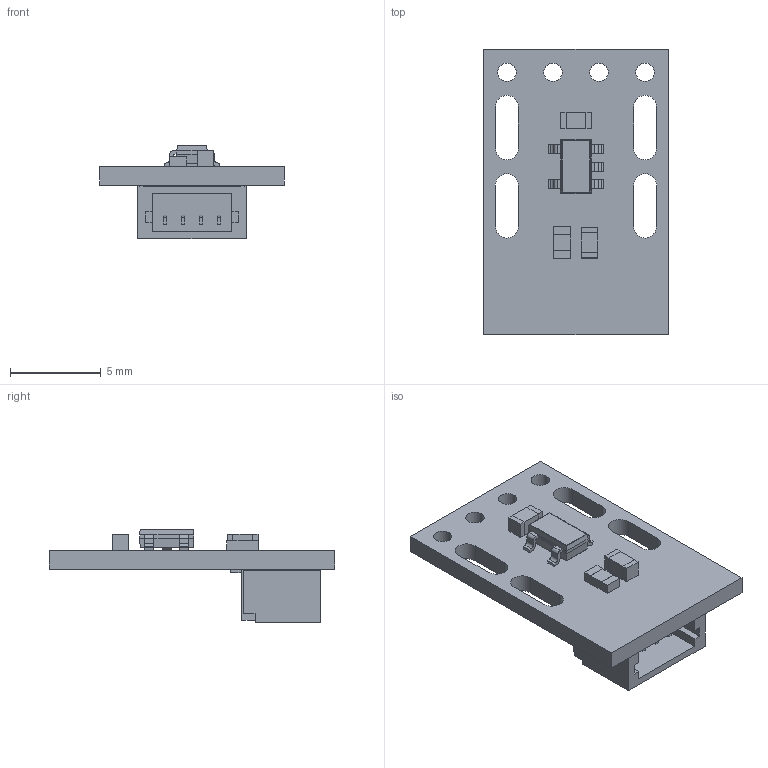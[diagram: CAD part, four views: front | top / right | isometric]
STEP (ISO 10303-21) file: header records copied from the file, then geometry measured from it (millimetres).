
FILE_DESCRIPTION (( 'STEP AP214' ), '1' );
FILE_NAME ('cs11a_for_step.step', '2025-05-02T21:05:47', ( '' ), ( '' ), 'SwSTEP 2.0', 'SolidWorks 2025', '' );
FILE_SCHEMA (( 'AUTOMOTIVE_DESIGN' ));
Length unit declared in the file: millimetre
Products named in the file (1): cs11a_for_step
Bounding box: 10.16 x 15.75 x 5.18 mm (x, y, z)
Volume: 195.8 mm3; surface area: 581.1 mm2
Topology: 1 solids, 1 shells, 606 faces, 1651 edges, 1086 vertices
Faces by surface type: plane 389, bspline 173, cylinder 44
Entity records: 31732 total; most frequent: CARTESIAN_POINT 10865, ORIENTED_EDGE 3302, DIRECTION 2225, EDGE_CURVE 1651, LINE 1213, VECTOR 1213, VERTEX_POINT 1086, EDGE_LOOP 679
